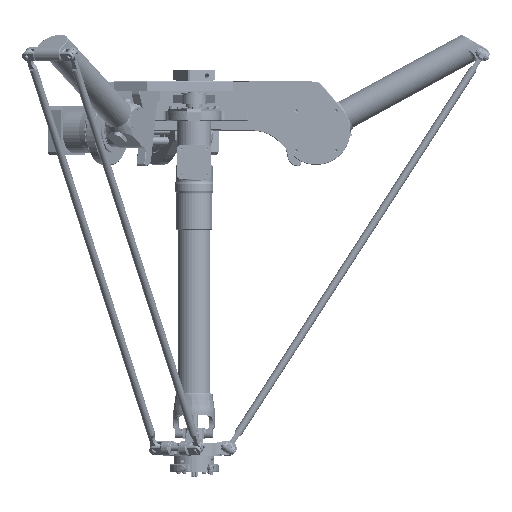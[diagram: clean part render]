
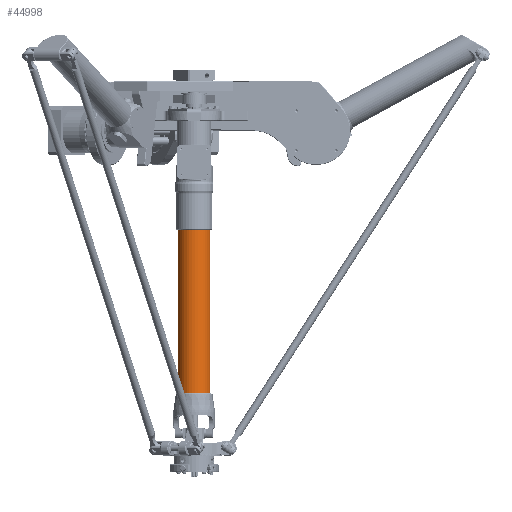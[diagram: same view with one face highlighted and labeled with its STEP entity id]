
A CAD part, front view. The second image highlights one B-rep face of the part: STEP entity #44998.
In plain terms, the highlighted cylindrical face has radius 33.5 mm (diameter 67 mm), a full revolution.
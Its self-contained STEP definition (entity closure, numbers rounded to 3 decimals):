
#1631=CYLINDRICAL_SURFACE('',#49571,33.5);
#2513=FACE_BOUND('',#10598,.T.);
#4179=CIRCLE('',#49477,33.5);
#4212=CIRCLE('',#49559,33.5);
#7096=FACE_OUTER_BOUND('',#10597,.T.);
#10597=EDGE_LOOP('',(#37599));
#10598=EDGE_LOOP('',(#37600));
#21340=VERTEX_POINT('',#81834);
#21411=VERTEX_POINT('',#82191);
#26850=EDGE_CURVE('',#21340,#21340,#4179,.T.);
#26955=EDGE_CURVE('',#21411,#21411,#4212,.T.);
#37599=ORIENTED_EDGE('',*,*,#26850,.F.);
#37600=ORIENTED_EDGE('',*,*,#26955,.T.);
#44998=ADVANCED_FACE('',(#7096,#2513),#1631,.T.);
#49477=AXIS2_PLACEMENT_3D('',#81835,#60559,#60560);
#49559=AXIS2_PLACEMENT_3D('',#82192,#60775,#60776);
#49571=AXIS2_PLACEMENT_3D('',#82208,#60799,#60800);
#60559=DIRECTION('center_axis',(0.,-1.,0.));
#60560=DIRECTION('ref_axis',(1.,0.,0.));
#60775=DIRECTION('center_axis',(0.,-1.,0.));
#60776=DIRECTION('ref_axis',(1.,0.,0.));
#60799=DIRECTION('center_axis',(0.,-1.,0.));
#60800=DIRECTION('ref_axis',(1.,0.,0.));
#81834=CARTESIAN_POINT('',(33.5,0.,0.));
#81835=CARTESIAN_POINT('Origin',(0.,0.,0.));
#82191=CARTESIAN_POINT('',(33.5,334.07,0.));
#82192=CARTESIAN_POINT('Origin',(0.,334.07,0.));
#82208=CARTESIAN_POINT('Origin',(0.,167.035,0.));
